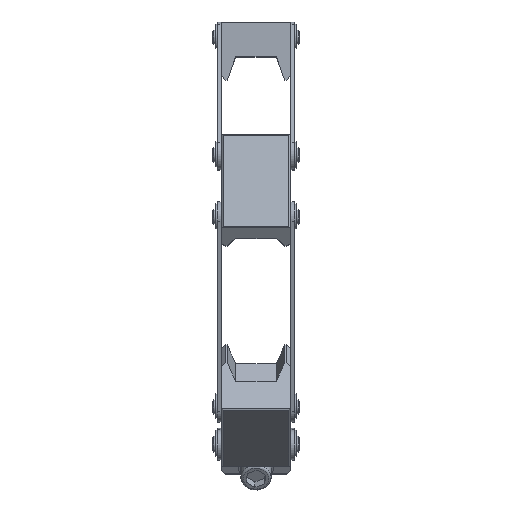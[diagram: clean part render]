
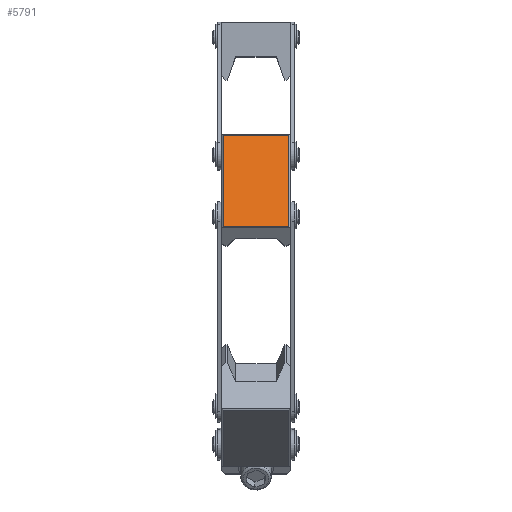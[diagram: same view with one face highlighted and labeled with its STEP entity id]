
A CAD part, top view. The second image highlights one B-rep face of the part: STEP entity #5791.
In plain terms, the highlighted face is planar.
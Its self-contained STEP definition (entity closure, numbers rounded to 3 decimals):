
#730=ORIENTED_EDGE('',*,*,#2290,.F.);
#731=ORIENTED_EDGE('',*,*,#2289,.T.);
#732=ORIENTED_EDGE('',*,*,#2291,.F.);
#733=ORIENTED_EDGE('',*,*,#2262,.F.);
#2262=EDGE_CURVE('',#3055,#3057,#3611,.T.);
#2289=EDGE_CURVE('',#3073,#3074,#3633,.T.);
#2290=EDGE_CURVE('',#3073,#3055,#3634,.T.);
#2291=EDGE_CURVE('',#3057,#3074,#3635,.T.);
#3055=VERTEX_POINT('',#8864);
#3057=VERTEX_POINT('',#8867);
#3073=VERTEX_POINT('',#8916);
#3074=VERTEX_POINT('',#8918);
#3611=LINE('',#8866,#4129);
#3633=LINE('',#8919,#4151);
#3634=LINE('',#8921,#4152);
#3635=LINE('',#8922,#4153);
#4129=VECTOR('',#6977,1000.);
#4151=VECTOR('',#7025,1000.);
#4152=VECTOR('',#7028,1000.);
#4153=VECTOR('',#7029,1000.);
#4647=EDGE_LOOP('',(#730,#731,#732,#733));
#5101=FACE_BOUND('',#4647,.T.);
#5551=PLANE('',#6278);
#5791=ADVANCED_FACE('',(#5101),#5551,.T.);
#6278=AXIS2_PLACEMENT_3D('',#8920,#7026,#7027);
#6977=DIRECTION('',(0.,0.,1.));
#7025=DIRECTION('',(0.,0.,1.));
#7026=DIRECTION('',(0.,1.,0.));
#7027=DIRECTION('',(0.,0.,1.));
#7028=DIRECTION('',(1.,0.,0.));
#7029=DIRECTION('',(-1.,0.,0.));
#8864=CARTESIAN_POINT('',(14.,25.,-20.559));
#8866=CARTESIAN_POINT('',(14.,25.,-20.559));
#8867=CARTESIAN_POINT('',(14.,25.,20.559));
#8916=CARTESIAN_POINT('',(-14.,25.,-20.559));
#8918=CARTESIAN_POINT('',(-14.,25.,20.559));
#8919=CARTESIAN_POINT('',(-14.,25.,-20.559));
#8920=CARTESIAN_POINT('',(-14.,25.,0.));
#8921=CARTESIAN_POINT('',(-14.,25.,-20.559));
#8922=CARTESIAN_POINT('',(14.,25.,20.559));
